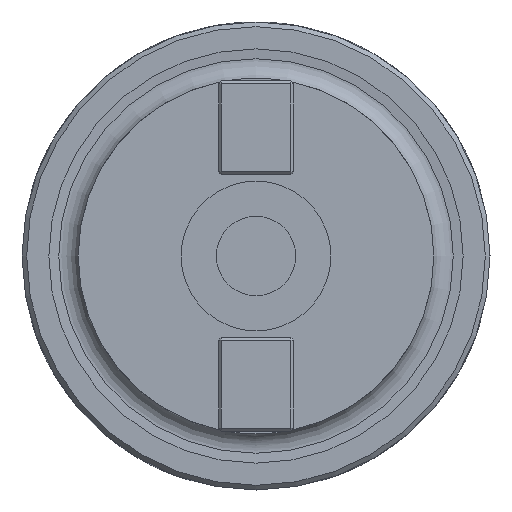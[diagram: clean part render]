
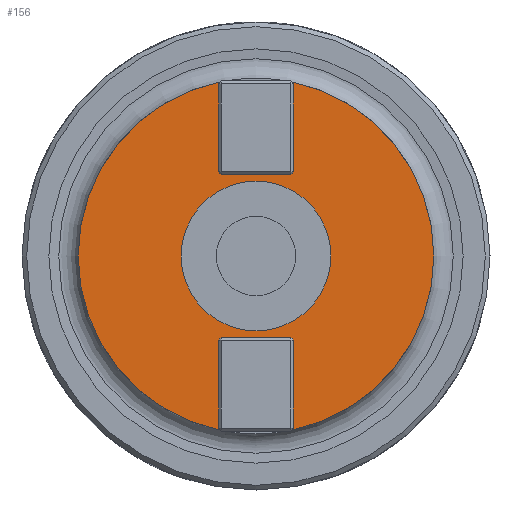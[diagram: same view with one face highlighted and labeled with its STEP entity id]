
A CAD part, left-side view. The second image highlights one B-rep face of the part: STEP entity #156.
In plain terms, the highlighted planar face has unit normal (-1, 0, 0).
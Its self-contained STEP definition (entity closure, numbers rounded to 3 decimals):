
#106=FACE_BOUND('',#376,.T.);
#107=FACE_BOUND('',#377,.T.);
#156=ADVANCED_FACE('',(#106,#107),#245,.F.);
#245=PLANE('',#1413);
#376=EDGE_LOOP('',(#724));
#377=EDGE_LOOP('',(#725,#726,#727,#728,#729,#730,#731,#732,#733,#734,#735,
#736,#737,#738,#739,#740));
#489=LINE('',#1919,#605);
#490=LINE('',#1922,#606);
#491=LINE('',#1926,#607);
#492=LINE('',#1928,#608);
#493=LINE('',#1930,#609);
#494=LINE('',#1932,#610);
#495=LINE('',#1934,#611);
#496=LINE('',#1936,#612);
#497=LINE('',#1938,#613);
#498=LINE('',#1942,#614);
#499=LINE('',#1944,#615);
#500=LINE('',#1946,#616);
#501=LINE('',#1948,#617);
#502=LINE('',#1950,#618);
#605=VECTOR('',#1550,1.);
#606=VECTOR('',#1551,1.);
#607=VECTOR('',#1554,1.);
#608=VECTOR('',#1555,1.);
#609=VECTOR('',#1556,1.);
#610=VECTOR('',#1557,1.);
#611=VECTOR('',#1558,1.);
#612=VECTOR('',#1559,1.);
#613=VECTOR('',#1560,1.);
#614=VECTOR('',#1563,1.);
#615=VECTOR('',#1564,1.);
#616=VECTOR('',#1565,1.);
#617=VECTOR('',#1566,1.);
#618=VECTOR('',#1567,1.);
#724=ORIENTED_EDGE('',*,*,#1197,.F.);
#725=ORIENTED_EDGE('',*,*,#1198,.T.);
#726=ORIENTED_EDGE('',*,*,#1199,.T.);
#727=ORIENTED_EDGE('',*,*,#1200,.T.);
#728=ORIENTED_EDGE('',*,*,#1201,.T.);
#729=ORIENTED_EDGE('',*,*,#1202,.T.);
#730=ORIENTED_EDGE('',*,*,#1203,.T.);
#731=ORIENTED_EDGE('',*,*,#1204,.T.);
#732=ORIENTED_EDGE('',*,*,#1205,.T.);
#733=ORIENTED_EDGE('',*,*,#1206,.T.);
#734=ORIENTED_EDGE('',*,*,#1207,.T.);
#735=ORIENTED_EDGE('',*,*,#1208,.T.);
#736=ORIENTED_EDGE('',*,*,#1209,.T.);
#737=ORIENTED_EDGE('',*,*,#1210,.T.);
#738=ORIENTED_EDGE('',*,*,#1211,.T.);
#739=ORIENTED_EDGE('',*,*,#1212,.T.);
#740=ORIENTED_EDGE('',*,*,#1213,.T.);
#1080=VERTEX_POINT('',#1918);
#1081=VERTEX_POINT('',#1920);
#1082=VERTEX_POINT('',#1921);
#1083=VERTEX_POINT('',#1923);
#1084=VERTEX_POINT('',#1925);
#1085=VERTEX_POINT('',#1927);
#1086=VERTEX_POINT('',#1929);
#1087=VERTEX_POINT('',#1931);
#1088=VERTEX_POINT('',#1933);
#1089=VERTEX_POINT('',#1935);
#1090=VERTEX_POINT('',#1937);
#1091=VERTEX_POINT('',#1939);
#1092=VERTEX_POINT('',#1941);
#1093=VERTEX_POINT('',#1943);
#1094=VERTEX_POINT('',#1945);
#1095=VERTEX_POINT('',#1947);
#1096=VERTEX_POINT('',#1949);
#1197=EDGE_CURVE('',#1080,#1080,#1373,.T.);
#1198=EDGE_CURVE('',#1081,#1082,#489,.T.);
#1199=EDGE_CURVE('',#1082,#1083,#490,.T.);
#1200=EDGE_CURVE('',#1083,#1084,#1374,.T.);
#1201=EDGE_CURVE('',#1084,#1085,#491,.T.);
#1202=EDGE_CURVE('',#1085,#1086,#492,.T.);
#1203=EDGE_CURVE('',#1086,#1087,#493,.T.);
#1204=EDGE_CURVE('',#1087,#1088,#494,.T.);
#1205=EDGE_CURVE('',#1088,#1089,#495,.T.);
#1206=EDGE_CURVE('',#1089,#1090,#496,.T.);
#1207=EDGE_CURVE('',#1090,#1091,#497,.T.);
#1208=EDGE_CURVE('',#1091,#1092,#1375,.T.);
#1209=EDGE_CURVE('',#1092,#1093,#498,.T.);
#1210=EDGE_CURVE('',#1093,#1094,#499,.T.);
#1211=EDGE_CURVE('',#1094,#1095,#500,.T.);
#1212=EDGE_CURVE('',#1095,#1096,#501,.T.);
#1213=EDGE_CURVE('',#1096,#1081,#502,.T.);
#1373=CIRCLE('',#1410,8.);
#1374=CIRCLE('',#1411,19.);
#1375=CIRCLE('',#1412,19.);
#1410=AXIS2_PLACEMENT_3D('',#1917,#1548,#1549);
#1411=AXIS2_PLACEMENT_3D('',#1924,#1552,#1553);
#1412=AXIS2_PLACEMENT_3D('',#1940,#1561,#1562);
#1413=AXIS2_PLACEMENT_3D('',#1951,#1568,#1569);
#1548=DIRECTION('',(-1.,0.,0.));
#1549=DIRECTION('',(0.,0.,-1.));
#1550=DIRECTION('',(0.,0.,1.));
#1551=DIRECTION('',(0.,-0.707,0.707));
#1552=DIRECTION('',(-1.,0.,0.));
#1553=DIRECTION('',(0.,0.,-1.));
#1554=DIRECTION('',(0.,0.707,0.707));
#1555=DIRECTION('',(0.,0.,1.));
#1556=DIRECTION('',(0.,-0.707,0.707));
#1557=DIRECTION('',(0.,-1.,0.));
#1558=DIRECTION('',(0.,-0.707,-0.707));
#1559=DIRECTION('',(0.,0.,-1.));
#1560=DIRECTION('',(0.,0.707,-0.707));
#1561=DIRECTION('',(-1.,0.,0.));
#1562=DIRECTION('',(0.,0.,-1.));
#1563=DIRECTION('',(0.,-0.707,-0.707));
#1564=DIRECTION('',(0.,0.,-1.));
#1565=DIRECTION('',(0.,0.707,-0.707));
#1566=DIRECTION('',(0.,1.,0.));
#1567=DIRECTION('',(0.,0.707,0.707));
#1568=DIRECTION('',(1.,0.,0.));
#1569=DIRECTION('',(0.,0.,-1.));
#1917=CARTESIAN_POINT('',(17.,0.,0.));
#1918=CARTESIAN_POINT('',(17.,0.,-8.));
#1919=CARTESIAN_POINT('',(17.,4.,0.));
#1920=CARTESIAN_POINT('',(17.,4.,9.));
#1921=CARTESIAN_POINT('',(17.,4.,18.4));
#1922=CARTESIAN_POINT('',(17.,15.918,6.482));
#1923=CARTESIAN_POINT('',(17.,3.78,18.62));
#1924=CARTESIAN_POINT('',(17.,0.,0.));
#1925=CARTESIAN_POINT('',(17.,3.78,-18.62));
#1926=CARTESIAN_POINT('',(17.,15.918,-6.482));
#1927=CARTESIAN_POINT('',(17.,4.,-18.4));
#1928=CARTESIAN_POINT('',(17.,4.,0.));
#1929=CARTESIAN_POINT('',(17.,4.,-9.));
#1930=CARTESIAN_POINT('',(17.,2.218,-7.218));
#1931=CARTESIAN_POINT('',(17.,3.7,-8.7));
#1932=CARTESIAN_POINT('',(17.,9.435,-8.7));
#1933=CARTESIAN_POINT('',(17.,-3.7,-8.7));
#1934=CARTESIAN_POINT('',(17.,7.218,2.218));
#1935=CARTESIAN_POINT('',(17.,-4.,-9.));
#1936=CARTESIAN_POINT('',(17.,-4.,0.));
#1937=CARTESIAN_POINT('',(17.,-4.,-18.4));
#1938=CARTESIAN_POINT('',(17.,-6.482,-15.918));
#1939=CARTESIAN_POINT('',(17.,-3.78,-18.62));
#1940=CARTESIAN_POINT('',(17.,0.,0.));
#1941=CARTESIAN_POINT('',(17.,-3.78,18.62));
#1942=CARTESIAN_POINT('',(17.,-6.482,15.918));
#1943=CARTESIAN_POINT('',(17.,-4.,18.4));
#1944=CARTESIAN_POINT('',(17.,-4.,0.));
#1945=CARTESIAN_POINT('',(17.,-4.,9.));
#1946=CARTESIAN_POINT('',(17.,7.218,-2.218));
#1947=CARTESIAN_POINT('',(17.,-3.7,8.7));
#1948=CARTESIAN_POINT('',(17.,9.435,8.7));
#1949=CARTESIAN_POINT('',(17.,3.7,8.7));
#1950=CARTESIAN_POINT('',(17.,2.218,7.218));
#1951=CARTESIAN_POINT('',(17.,9.435,0.));
